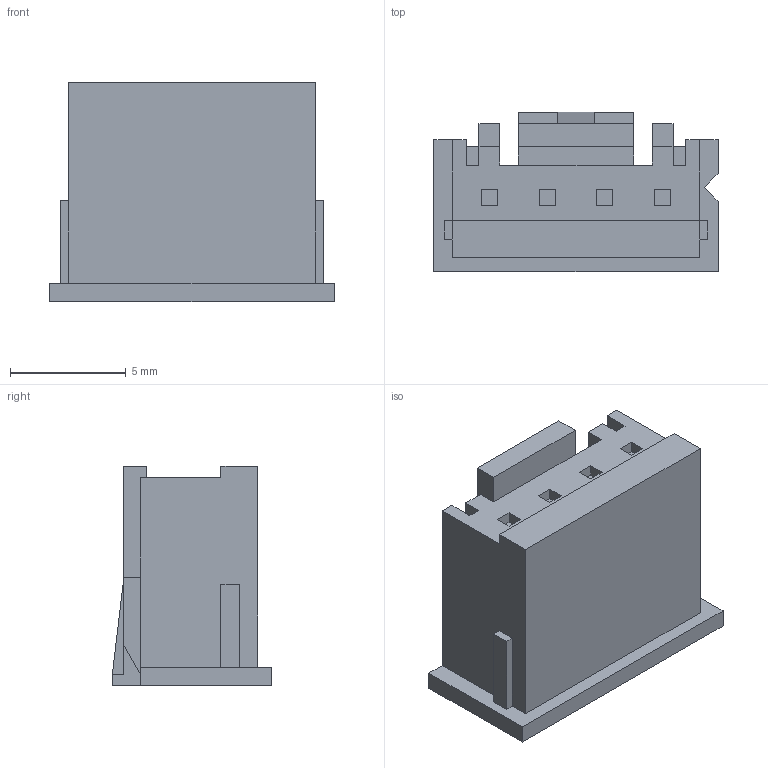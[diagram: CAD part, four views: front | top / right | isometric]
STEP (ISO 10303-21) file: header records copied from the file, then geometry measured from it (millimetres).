
FILE_DESCRIPTION (( 'STEP AP214' ), '1' );
FILE_NAME ('XAP-04V-1.STEP', '2011-08-09T08:33:18', ( 'root' ), ( 'Hewlett-Packard Company' ), 'SwSTEP 2.0', 'SolidWorks 2009', '' );
FILE_SCHEMA (( 'AUTOMOTIVE_DESIGN' ));
Length unit declared in the file: millimetre
Products named in the file (1): XAP-04V-1
Bounding box: 12.3 x 6.9 x 9.5 mm (x, y, z)
Volume: 482.6 mm3; surface area: 648.7 mm2
Topology: 1 solids, 1 shells, 100 faces, 263 edges, 174 vertices
Faces by surface type: plane 100
Entity records: 4149 total; most frequent: CARTESIAN_POINT 538, ORIENTED_EDGE 526, DIRECTION 465, EDGE_CURVE 263, VECTOR 263, LINE 263, VERTEX_POINT 174, EDGE_LOOP 109
